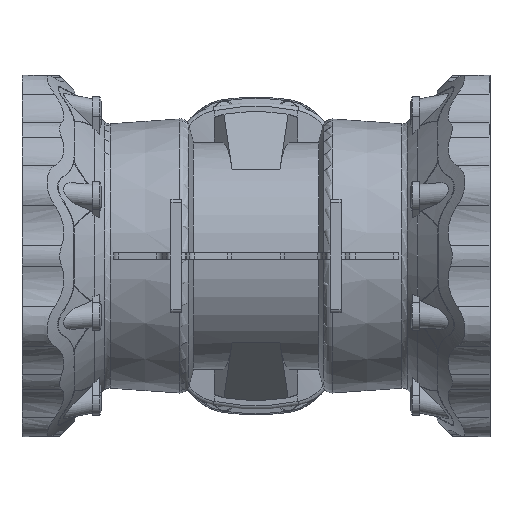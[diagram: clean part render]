
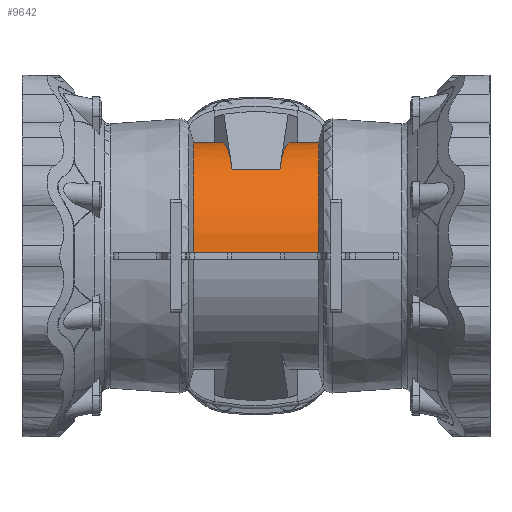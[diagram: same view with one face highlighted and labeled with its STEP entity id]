
A CAD part, front view. The second image highlights one B-rep face of the part: STEP entity #9642.
In plain terms, the highlighted cylindrical face has radius 159.5 mm (diameter 319 mm), a partial arc.
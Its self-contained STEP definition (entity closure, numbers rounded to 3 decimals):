
#160 = VERTEX_POINT ( 'NONE', #18864 ) ;
#168 = VERTEX_POINT ( 'NONE', #18872 ) ;
#177 = VERTEX_POINT ( 'NONE', #18881 ) ;
#181 = VERTEX_POINT ( 'NONE', #18885 ) ;
#182 = VERTEX_POINT ( 'NONE', #18886 ) ;
#183 = VERTEX_POINT ( 'NONE', #18887 ) ;
#187 = VERTEX_POINT ( 'NONE', #18891 ) ;
#188 = VERTEX_POINT ( 'NONE', #18892 ) ;
#1765 = B_SPLINE_CURVE_WITH_KNOTS ( 'NONE', 3,
 ( #45360, #45359, #45368, #45369 ),
 .UNSPECIFIED., .F., .F.,
 ( 4, 4 ),
 ( 0.008, 0.037 ),
 .UNSPECIFIED. ) ;
#1766 = B_SPLINE_CURVE_WITH_KNOTS ( 'NONE', 3,
 ( #45341, #45354, #45361, #45362 ),
 .UNSPECIFIED., .F., .F.,
 ( 4, 4 ),
 ( 0.008, 0.037 ),
 .UNSPECIFIED. ) ;
#1767 =( BOUNDED_CURVE ( )  B_SPLINE_CURVE ( 3, ( #45337, #45320, #45356, #45357 ),
 .UNSPECIFIED., .F., .F. ) 
 B_SPLINE_CURVE_WITH_KNOTS ( ( 4, 4 ),
 ( 0.748, 1.968 ),
 .UNSPECIFIED. ) 
 CURVE ( )  GEOMETRIC_REPRESENTATION_ITEM ( )  RATIONAL_B_SPLINE_CURVE ( ( 1., 0.88, 0.88, 1. ) ) 
 REPRESENTATION_ITEM ( '' )  );
#1769 =( BOUNDED_CURVE ( )  B_SPLINE_CURVE ( 3, ( #45300, #45301, #45305, #45306 ),
 .UNSPECIFIED., .F., .F. ) 
 B_SPLINE_CURVE_WITH_KNOTS ( ( 4, 4 ),
 ( 0.748, 1.968 ),
 .UNSPECIFIED. ) 
 CURVE ( )  GEOMETRIC_REPRESENTATION_ITEM ( )  RATIONAL_B_SPLINE_CURVE ( ( 1., 0.88, 0.88, 1. ) ) 
 REPRESENTATION_ITEM ( '' )  );
#7162 = EDGE_CURVE ( 'NONE', #160, #177, #1769, .T. ) ;
#7175 = EDGE_CURVE ( 'NONE', #168, #181, #1767, .T. ) ;
#7177 = EDGE_CURVE ( 'NONE', #181, #187, #1766, .T. ) ;
#7179 = EDGE_CURVE ( 'NONE', #177, #182, #1765, .T. ) ;
#7185 = EDGE_CURVE ( 'NONE', #188, #182, #29710, .T. ) ;
#7192 = EDGE_CURVE ( 'NONE', #183, #188, #29718, .T. ) ;
#7195 = EDGE_CURVE ( 'NONE', #160, #168, #29721, .T. ) ;
#7204 = EDGE_CURVE ( 'NONE', #183, #187, #29725, .T. ) ;
#9642 = ADVANCED_FACE ( 'NONE', ( #42812 ), #42822, .T. ) ;
#13327 = ORIENTED_EDGE ( 'NONE', *, *, #7204, .F. ) ;
#13378 = ORIENTED_EDGE ( 'NONE', *, *, #7177, .T. ) ;
#13468 = ORIENTED_EDGE ( 'NONE', *, *, #7175, .T. ) ;
#13911 = ORIENTED_EDGE ( 'NONE', *, *, #7195, .T. ) ;
#13913 = ORIENTED_EDGE ( 'NONE', *, *, #7185, .T. ) ;
#13916 = ORIENTED_EDGE ( 'NONE', *, *, #7192, .T. ) ;
#13917 = ORIENTED_EDGE ( 'NONE', *, *, #7179, .F. ) ;
#13919 = ORIENTED_EDGE ( 'NONE', *, *, #7162, .F. ) ;
#18864 = CARTESIAN_POINT ( 'NONE',  ( 33.639, -102.525, 122.184 ) ) ;
#18872 = CARTESIAN_POINT ( 'NONE',  ( -33.639, -102.525, 122.184 ) ) ;
#18881 = CARTESIAN_POINT ( 'NONE',  ( 58.939, 79.513, 138.268 ) ) ;
#18885 = CARTESIAN_POINT ( 'NONE',  ( -58.939, 79.513, 138.268 ) ) ;
#18886 = CARTESIAN_POINT ( 'NONE',  ( 88.157, 81.995, 136.81 ) ) ;
#18887 = CARTESIAN_POINT ( 'NONE',  ( -88.157, -159.437, 4.5 ) ) ;
#18891 = CARTESIAN_POINT ( 'NONE',  ( -88.157, 81.995, 136.81 ) ) ;
#18892 = CARTESIAN_POINT ( 'NONE',  ( 88.157, -159.437, 4.5 ) ) ;
#20343 = EDGE_LOOP ( 'NONE', ( #13916, #13913, #13917, #13919, #13911, #13468, #13378, #13327 ) ) ;
#29710 = CIRCLE ( 'NONE', #31801, 159.5 ) ;
#29718 = LINE ( 'NONE', #45427, #29719 ) ;
#29719 = VECTOR ( 'NONE', #45428, 1000. ) ;
#29721 = LINE ( 'NONE', #45446, #29722 ) ;
#29722 = VECTOR ( 'NONE', #45447, 1000. ) ;
#29725 = CIRCLE ( 'NONE', #31824, 159.5 ) ;
#31801 = AXIS2_PLACEMENT_3D ( 'NONE', #45387, #45388, #45389 ) ;
#31824 = AXIS2_PLACEMENT_3D ( 'NONE', #45474, #45475, #45476 ) ;
#32424 = AXIS2_PLACEMENT_3D ( 'NONE', #42672, #42670, #42668 ) ;
#42668 = DIRECTION ( 'NONE',  ( 0., 0., -1. ) ) ;
#42670 = DIRECTION ( 'NONE',  ( -1., 0., 0. ) ) ;
#42672 = CARTESIAN_POINT ( 'NONE',  ( 1026.453, 0., 0. ) ) ;
#42812 = FACE_OUTER_BOUND ( 'NONE', #20343, .T. ) ;
#42822 = CYLINDRICAL_SURFACE ( 'NONE', #32424, 159.5 ) ;
#45300 = CARTESIAN_POINT ( 'NONE',  ( 33.639, -102.525, 122.184 ) ) ;
#45301 = CARTESIAN_POINT ( 'NONE',  ( 40.309, -49.483, 166.691 ) ) ;
#45305 = CARTESIAN_POINT ( 'NONE',  ( 49.895, 19.489, 172.785 ) ) ;
#45306 = CARTESIAN_POINT ( 'NONE',  ( 58.939, 79.513, 138.268 ) ) ;
#45320 = CARTESIAN_POINT ( 'NONE',  ( -40.309, -49.483, 166.691 ) ) ;
#45337 = CARTESIAN_POINT ( 'NONE',  ( -33.639, -102.525, 122.184 ) ) ;
#45341 = CARTESIAN_POINT ( 'NONE',  ( -58.939, 79.513, 138.268 ) ) ;
#45354 = CARTESIAN_POINT ( 'NONE',  ( -68.679, 80.339, 137.792 ) ) ;
#45356 = CARTESIAN_POINT ( 'NONE',  ( -49.895, 19.489, 172.785 ) ) ;
#45357 = CARTESIAN_POINT ( 'NONE',  ( -58.939, 79.513, 138.268 ) ) ;
#45359 = CARTESIAN_POINT ( 'NONE',  ( 68.679, 80.339, 137.792 ) ) ;
#45360 = CARTESIAN_POINT ( 'NONE',  ( 58.939, 79.513, 138.268 ) ) ;
#45361 = CARTESIAN_POINT ( 'NONE',  ( -78.418, 81.167, 137.307 ) ) ;
#45362 = CARTESIAN_POINT ( 'NONE',  ( -88.157, 81.995, 136.81 ) ) ;
#45368 = CARTESIAN_POINT ( 'NONE',  ( 78.418, 81.167, 137.307 ) ) ;
#45369 = CARTESIAN_POINT ( 'NONE',  ( 88.157, 81.995, 136.81 ) ) ;
#45387 = CARTESIAN_POINT ( 'NONE',  ( 88.157, 0., 0. ) ) ;
#45388 = DIRECTION ( 'NONE',  ( -1., 0., 0. ) ) ;
#45389 = DIRECTION ( 'NONE',  ( 0., 0., 1. ) ) ;
#45427 = CARTESIAN_POINT ( 'NONE',  ( 1026.453, -159.437, 4.5 ) ) ;
#45428 = DIRECTION ( 'NONE',  ( 1., 0., 0. ) ) ;
#45446 = CARTESIAN_POINT ( 'NONE',  ( 1026.453, -102.525, 122.184 ) ) ;
#45447 = DIRECTION ( 'NONE',  ( -1., 0., 0. ) ) ;
#45474 = CARTESIAN_POINT ( 'NONE',  ( -88.157, 0., 0. ) ) ;
#45475 = DIRECTION ( 'NONE',  ( -1., 0., 0. ) ) ;
#45476 = DIRECTION ( 'NONE',  ( 0., 0., 1. ) ) ;
